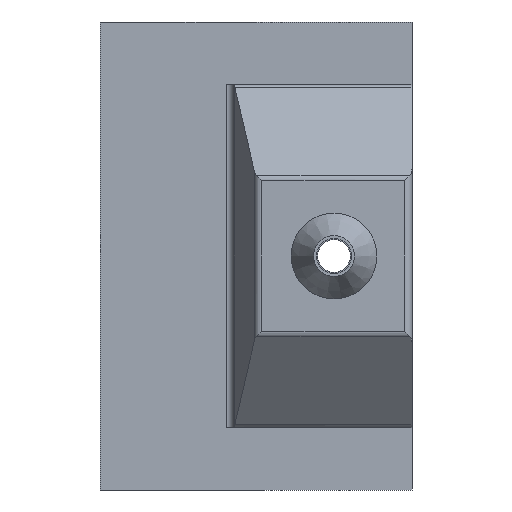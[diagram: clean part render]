
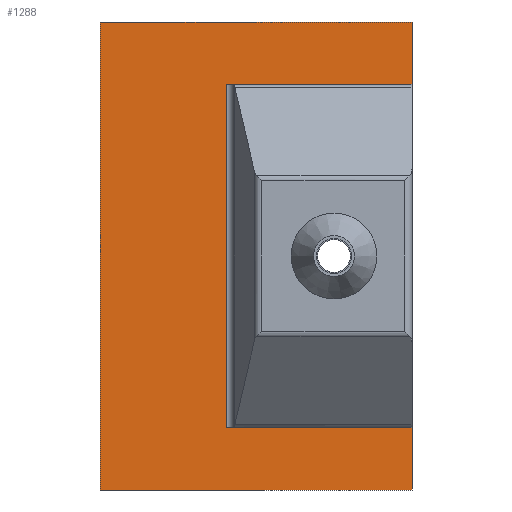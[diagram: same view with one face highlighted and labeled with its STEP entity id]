
A CAD part, front view. The second image highlights one B-rep face of the part: STEP entity #1288.
In plain terms, the highlighted planar face has unit normal (0, -1, 0).
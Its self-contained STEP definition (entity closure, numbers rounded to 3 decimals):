
#130=FACE_OUTER_BOUND('',#204,.T.);
#204=EDGE_LOOP('',(#1140,#1141,#1142,#1143,#1144,#1145,#1146,#1147));
#257=LINE('',#1853,#407);
#278=LINE('',#1935,#428);
#325=LINE('',#2042,#475);
#331=LINE('',#2051,#481);
#354=LINE('',#2110,#504);
#355=LINE('',#2112,#505);
#356=LINE('',#2114,#506);
#357=LINE('',#2115,#507);
#407=VECTOR('',#1485,10.);
#428=VECTOR('',#1560,10.);
#475=VECTOR('',#1657,10.);
#481=VECTOR('',#1667,10.);
#504=VECTOR('',#1732,10.);
#505=VECTOR('',#1735,10.);
#506=VECTOR('',#1736,10.);
#507=VECTOR('',#1737,10.);
#545=VERTEX_POINT('',#1846);
#548=VERTEX_POINT('',#1851);
#574=VERTEX_POINT('',#1933);
#608=VERTEX_POINT('',#2039);
#609=VERTEX_POINT('',#2041);
#610=VERTEX_POINT('',#2050);
#625=VERTEX_POINT('',#2108);
#626=VERTEX_POINT('',#2113);
#677=EDGE_CURVE('',#548,#545,#257,.T.);
#715=EDGE_CURVE('',#548,#574,#278,.T.);
#767=EDGE_CURVE('',#609,#608,#325,.T.);
#773=EDGE_CURVE('',#610,#609,#331,.T.);
#802=EDGE_CURVE('',#608,#625,#354,.T.);
#803=EDGE_CURVE('',#574,#610,#355,.T.);
#804=EDGE_CURVE('',#625,#626,#356,.T.);
#805=EDGE_CURVE('',#626,#545,#357,.T.);
#1140=ORIENTED_EDGE('',*,*,#715,.T.);
#1141=ORIENTED_EDGE('',*,*,#803,.T.);
#1142=ORIENTED_EDGE('',*,*,#773,.T.);
#1143=ORIENTED_EDGE('',*,*,#767,.T.);
#1144=ORIENTED_EDGE('',*,*,#802,.T.);
#1145=ORIENTED_EDGE('',*,*,#804,.T.);
#1146=ORIENTED_EDGE('',*,*,#805,.T.);
#1147=ORIENTED_EDGE('',*,*,#677,.F.);
#1221=PLANE('',#1398);
#1288=ADVANCED_FACE('',(#130),#1221,.F.);
#1398=AXIS2_PLACEMENT_3D('',#2111,#1733,#1734);
#1485=DIRECTION('',(0.,0.,-1.));
#1560=DIRECTION('',(1.,0.,0.));
#1657=DIRECTION('',(0.,0.,-1.));
#1667=DIRECTION('',(-1.,0.,0.));
#1732=DIRECTION('',(1.,0.,0.));
#1733=DIRECTION('center_axis',(0.,1.,0.));
#1734=DIRECTION('ref_axis',(1.,0.,0.));
#1735=DIRECTION('',(0.,0.,1.));
#1736=DIRECTION('',(0.,0.,1.));
#1737=DIRECTION('',(-1.,0.,0.));
#1846=CARTESIAN_POINT('',(-13.8,22.,-22.));
#1851=CARTESIAN_POINT('',(-13.8,22.,22.));
#1853=CARTESIAN_POINT('',(-13.8,22.,-11.));
#1933=CARTESIAN_POINT('',(10.,22.,22.));
#1935=CARTESIAN_POINT('',(-12.8,22.,22.));
#2039=CARTESIAN_POINT('',(-30.,22.,-30.));
#2041=CARTESIAN_POINT('',(-30.,22.,30.));
#2042=CARTESIAN_POINT('',(-30.,22.,30.));
#2050=CARTESIAN_POINT('',(10.,22.,30.));
#2051=CARTESIAN_POINT('',(10.,22.,30.));
#2108=CARTESIAN_POINT('',(10.,22.,-30.));
#2110=CARTESIAN_POINT('',(-30.,22.,-30.));
#2111=CARTESIAN_POINT('Origin',(-10.,22.,0.));
#2112=CARTESIAN_POINT('',(10.,22.,-30.));
#2113=CARTESIAN_POINT('',(10.,22.,-22.));
#2114=CARTESIAN_POINT('',(10.,22.,-30.));
#2115=CARTESIAN_POINT('',(10.,22.,-22.));
